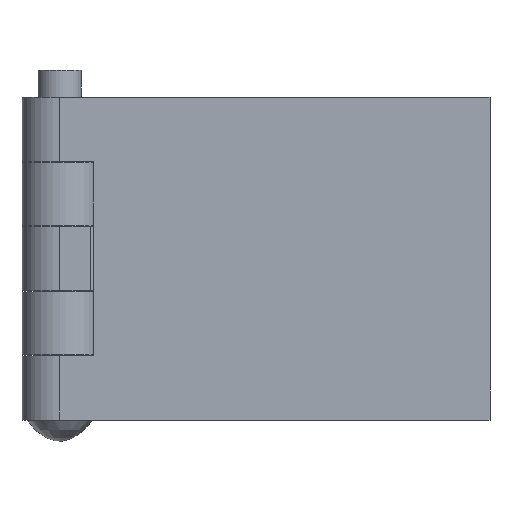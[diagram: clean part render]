
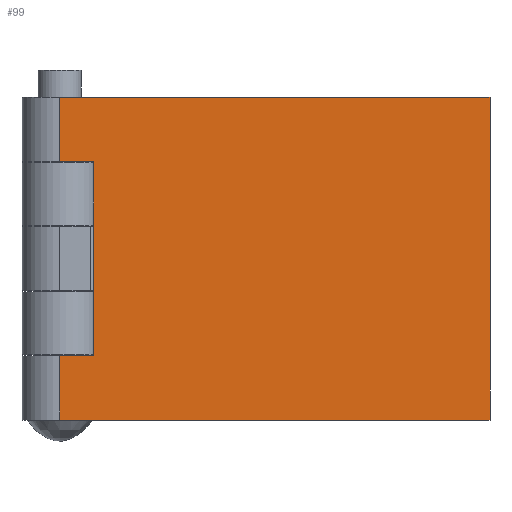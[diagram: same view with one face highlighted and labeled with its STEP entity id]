
A CAD part, front view. The second image highlights one B-rep face of the part: STEP entity #99.
In plain terms, the highlighted planar face has unit normal (0, -1, 0).
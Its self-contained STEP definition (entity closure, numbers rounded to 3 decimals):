
#99 = ADVANCED_FACE( '', ( #222 ), #223, .T. );
#222 = FACE_OUTER_BOUND( '', #368, .T. );
#223 = PLANE( '', #369 );
#368 = EDGE_LOOP( '', ( #644, #645, #646, #647, #648, #649, #650, #651 ) );
#369 = AXIS2_PLACEMENT_3D( '', #652, #653, #654 );
#644 = ORIENTED_EDGE( '', *, *, #934, .F. );
#645 = ORIENTED_EDGE( '', *, *, #935, .F. );
#646 = ORIENTED_EDGE( '', *, *, #874, .F. );
#647 = ORIENTED_EDGE( '', *, *, #920, .T. );
#648 = ORIENTED_EDGE( '', *, *, #876, .T. );
#649 = ORIENTED_EDGE( '', *, *, #936, .F. );
#650 = ORIENTED_EDGE( '', *, *, #937, .T. );
#651 = ORIENTED_EDGE( '', *, *, #938, .T. );
#652 = CARTESIAN_POINT( '', ( 0., -7., 18. ) );
#653 = DIRECTION( '', ( 0., -1., 0. ) );
#654 = DIRECTION( '', ( 0., 0., -1. ) );
#874 = EDGE_CURVE( '', #1036, #1032, #1038, .T. );
#876 = EDGE_CURVE( '', #1040, #1041, #1042, .T. );
#920 = EDGE_CURVE( '', #1036, #1040, #1113, .T. );
#934 = EDGE_CURVE( '', #1133, #1134, #1135, .T. );
#935 = EDGE_CURVE( '', #1032, #1133, #1136, .T. );
#936 = EDGE_CURVE( '', #1137, #1041, #1138, .T. );
#937 = EDGE_CURVE( '', #1137, #1139, #1140, .T. );
#938 = EDGE_CURVE( '', #1139, #1134, #1141, .T. );
#1032 = VERTEX_POINT( '', #1256 );
#1036 = VERTEX_POINT( '', #1261 );
#1038 = LINE( '', #1263, #1264 );
#1040 = VERTEX_POINT( '', #1266 );
#1041 = VERTEX_POINT( '', #1267 );
#1042 = LINE( '', #1268, #1269 );
#1113 = LINE( '', #1365, #1366 );
#1133 = VERTEX_POINT( '', #1395 );
#1134 = VERTEX_POINT( '', #1396 );
#1135 = LINE( '', #1397, #1398 );
#1136 = LINE( '', #1399, #1400 );
#1137 = VERTEX_POINT( '', #1401 );
#1138 = LINE( '', #1402, #1403 );
#1139 = VERTEX_POINT( '', #1404 );
#1140 = LINE( '', #1405, #1406 );
#1141 = LINE( '', #1407, #1408 );
#1256 = CARTESIAN_POINT( '', ( 0., -7., 30. ) );
#1261 = CARTESIAN_POINT( '', ( 0., -7., 18. ) );
#1263 = CARTESIAN_POINT( '', ( 0., -7., 18. ) );
#1264 = VECTOR( '', #1525, 1000. );
#1266 = CARTESIAN_POINT( '', ( 6.351, -7., 18. ) );
#1267 = CARTESIAN_POINT( '', ( 6.351, -7., -18. ) );
#1268 = CARTESIAN_POINT( '', ( 6.351, -7., 30. ) );
#1269 = VECTOR( '', #1526, 1000. );
#1365 = CARTESIAN_POINT( '', ( 0., -7., 18. ) );
#1366 = VECTOR( '', #1582, 1000. );
#1395 = CARTESIAN_POINT( '', ( 80., -7., 30. ) );
#1396 = CARTESIAN_POINT( '', ( 80., -7., -30. ) );
#1397 = CARTESIAN_POINT( '', ( 80., -7., 30. ) );
#1398 = VECTOR( '', #1595, 1000. );
#1399 = CARTESIAN_POINT( '', ( 0., -7., 30. ) );
#1400 = VECTOR( '', #1596, 1000. );
#1401 = CARTESIAN_POINT( '', ( 0., -7., -18. ) );
#1402 = CARTESIAN_POINT( '', ( 0., -7., -18. ) );
#1403 = VECTOR( '', #1597, 1000. );
#1404 = CARTESIAN_POINT( '', ( 0., -7., -30. ) );
#1405 = CARTESIAN_POINT( '', ( 0., -7., -18. ) );
#1406 = VECTOR( '', #1598, 1000. );
#1407 = CARTESIAN_POINT( '', ( 0., -7., -30. ) );
#1408 = VECTOR( '', #1599, 1000. );
#1525 = DIRECTION( '', ( 0., 0., 1. ) );
#1526 = DIRECTION( '', ( 0., 0., -1. ) );
#1582 = DIRECTION( '', ( 1., 0., 0. ) );
#1595 = DIRECTION( '', ( 0., 0., -1. ) );
#1596 = DIRECTION( '', ( 1., 0., 0. ) );
#1597 = DIRECTION( '', ( 1., 0., 0. ) );
#1598 = DIRECTION( '', ( 0., 0., -1. ) );
#1599 = DIRECTION( '', ( 1., 0., 0. ) );
